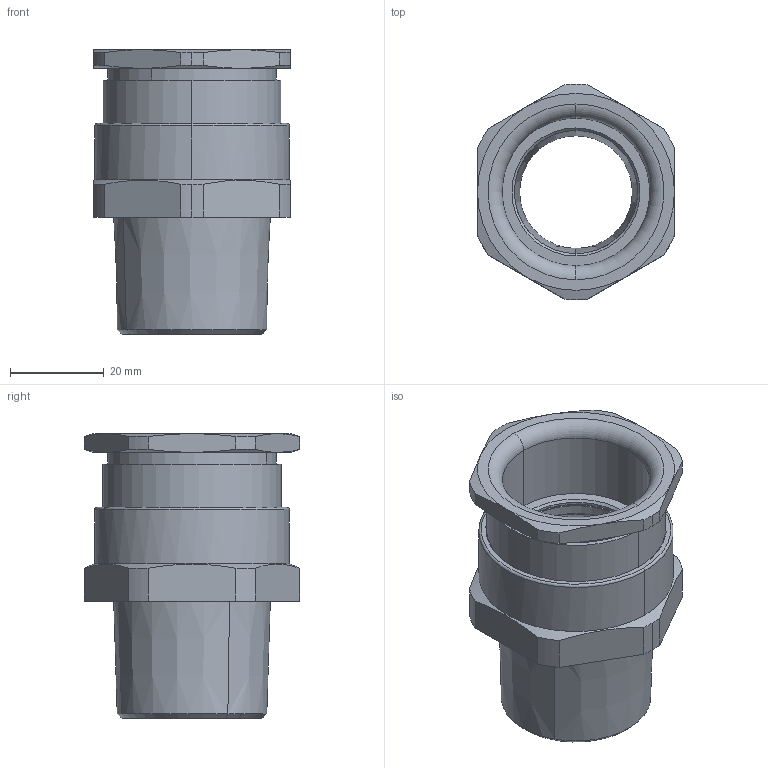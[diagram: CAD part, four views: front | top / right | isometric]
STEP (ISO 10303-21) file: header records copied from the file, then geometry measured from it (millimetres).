
FILE_DESCRIPTION(('CATIA V5 STEP Exchange','CAx-IF Rec.Pracs.--- Model Styling and Organization---1.4--- 2014-01-23'),'2;1');
FILE_NAME ('244292-2_1_1185430000_1185430000.stp','2022-11-30T05:40:16+00:00',('none'),('Weidmueller'),'CATIA Version 5-6 Release 2016 SP3 HF44','CATIA V5 STEP AP214','none');
FILE_SCHEMA(('AUTOMOTIVE_DESIGN { 1 0 10303 214 1 1 1 1 }'));
Length unit declared in the file: millimetre
Products named in the file (1): A2L/32/NPT1-WM
Bounding box: 42 x 46 x 60.75 mm (x, y, z)
Volume: 30821.5 mm3; surface area: 19967.3 mm2
Topology: 2 solids, 2 shells, 108 faces, 267 edges, 170 vertices
Faces by surface type: cone 41, cylinder 36, plane 23, torus 8
Entity records: 3223 total; most frequent: CARTESIAN_POINT 816, ORIENTED_EDGE 534, DIRECTION 384, EDGE_CURVE 267, AXIS2_PLACEMENT_3D 218, VERTEX_POINT 170, CIRCLE 133, EDGE_LOOP 119
